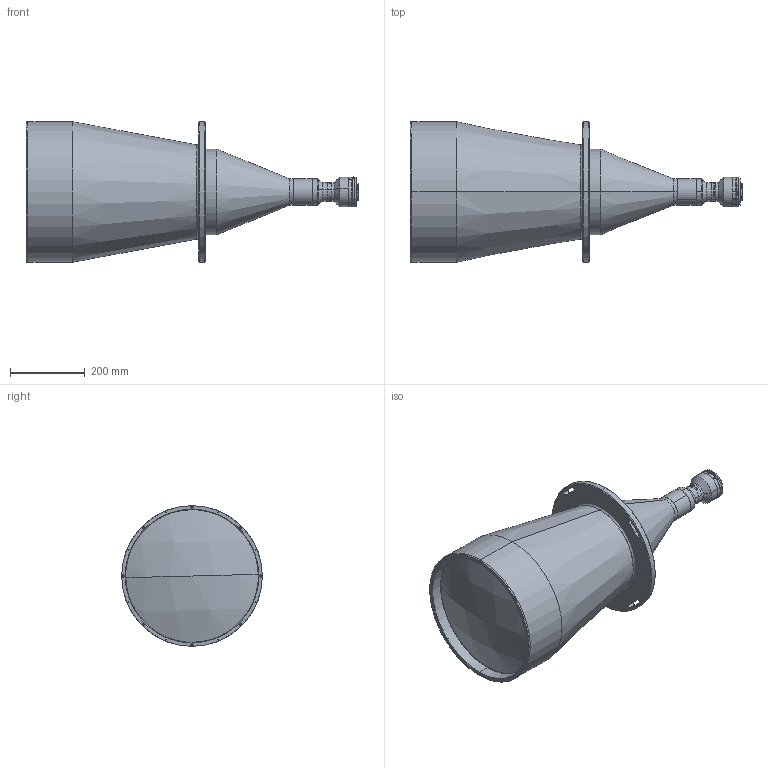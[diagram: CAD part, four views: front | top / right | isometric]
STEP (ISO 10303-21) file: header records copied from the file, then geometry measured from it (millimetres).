
FILE_DESCRIPTION (( 'STEP AP203' ), '1' );
FILE_NAME ('XF-PTL35029-F.STEP', '2019-07-20T01:08:45', ( 'puyufan' ), ( '' ), 'SwSTEP 2.0', 'SolidWorks 2014', '' );
FILE_SCHEMA (( 'CONFIG_CONTROL_DESIGN' ));
Length unit declared in the file: millimetre
Products named in the file (1): XF-PTL35029-F
Bounding box: 888.37 x 376 x 376 mm (x, y, z)
Surface area: 999009.1 mm2 (no closed solid volume)
Topology: 0 solids, 41 shells, 268 faces, 1264 edges, 1024 vertices
Faces by surface type: cylinder 131, plane 69, cone 36, torus 28, sphere 4
Entity records: 17097 total; most frequent: CARTESIAN_POINT 6869, DIRECTION 2164, ORIENTED_EDGE 1765, EDGE_CURVE 1260, VERTEX_POINT 1024, AXIS2_PLACEMENT_3D 845, CIRCLE 576, LINE 474
